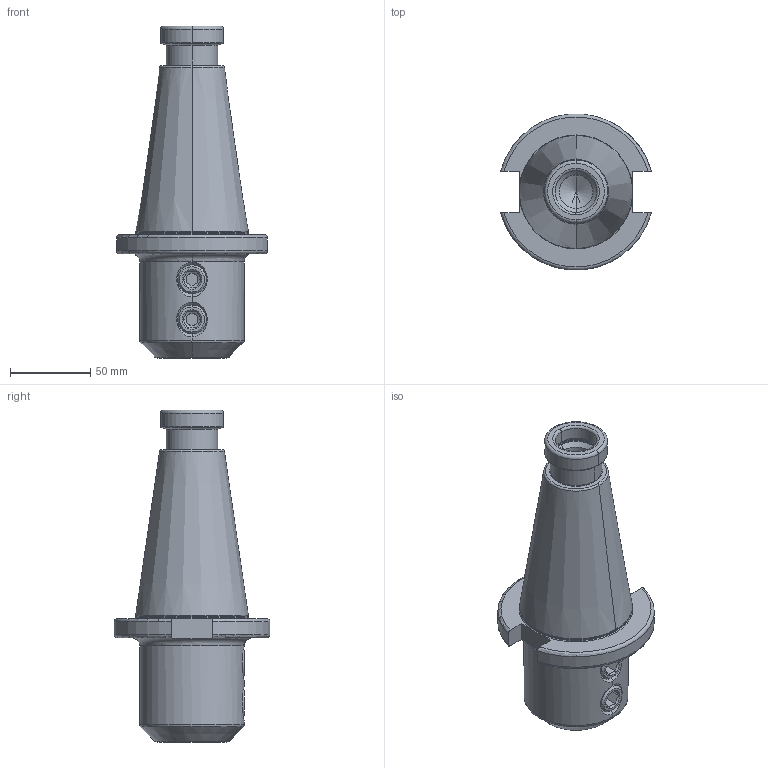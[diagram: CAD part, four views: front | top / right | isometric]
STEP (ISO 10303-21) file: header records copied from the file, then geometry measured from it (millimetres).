
FILE_DESCRIPTION((''),'2;1');
FILE_NAME('501_04_25','2020-09-08T',('103090'),(''),'CREO PARAMETRIC BY PTC INC, 2016260','CREO PARAMETRIC BY PTC INC, 2016260','');
FILE_SCHEMA(('CONFIG_CONTROL_DESIGN'));
Length unit declared in the file: millimetre
Products named in the file (1): 501_04_25
Bounding box: 94.05 x 97.13 x 206.8 mm (x, y, z)
Volume: 514276.4 mm3; surface area: 58280.6 mm2
Topology: 1 solids, 1 shells, 124 faces, 287 edges, 168 vertices
Faces by surface type: cone 34, torus 32, plane 32, cylinder 26
Entity records: 3938 total; most frequent: CARTESIAN_POINT 1077, DIRECTION 635, ORIENTED_EDGE 570, EDGE_CURVE 285, AXIS2_PLACEMENT_3D 269, VERTEX_POINT 168, CIRCLE 142, EDGE_LOOP 129
